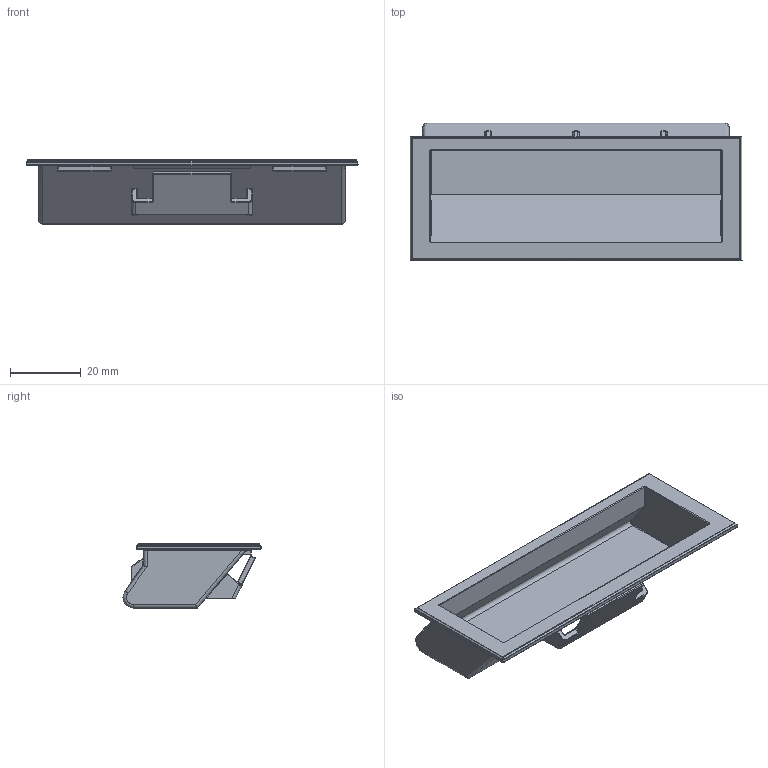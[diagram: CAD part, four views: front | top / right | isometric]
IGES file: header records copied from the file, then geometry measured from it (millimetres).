
Start section: SolidWorks IGES file using analytic representation for surfaces
Global section: file name: HPA-537-3.IGS; native system: SolidWorks 2016; preprocessor: SolidWorks 2016; author: death; date: 201111.112151; units: millimetre
Bounding box: 93.8 x 39 x 18.1 mm (x, y, z)
Surface area: 14458.4 mm2 (no closed solid volume)
Topology: 0 solids, 0 shells, 310 faces, 1791 edges, 1764 vertices
Faces by surface type: revolution 195, bspline 115
